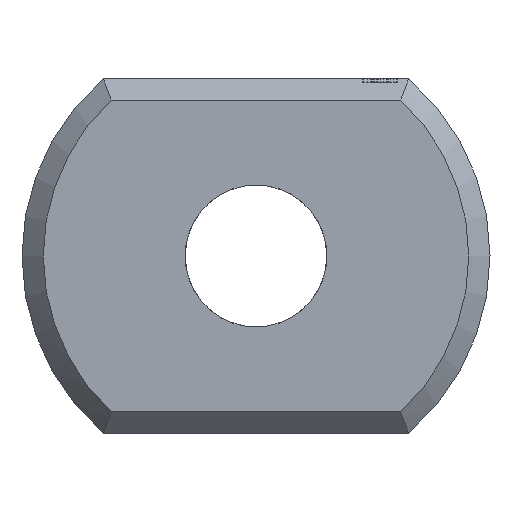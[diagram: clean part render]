
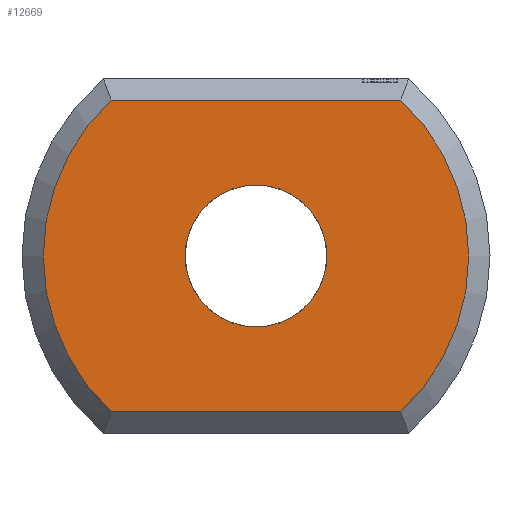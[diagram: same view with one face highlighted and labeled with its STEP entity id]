
A CAD part, left-side view. The second image highlights one B-rep face of the part: STEP entity #12669.
In plain terms, the highlighted planar face has unit normal (-1, 0, 0).
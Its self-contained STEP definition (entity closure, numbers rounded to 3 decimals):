
#298 = PLANE('',#299);
#299 = AXIS2_PLACEMENT_3D('',#300,#301,#302);
#300 = CARTESIAN_POINT('',(0.15,-2.154,-2.35));
#301 = DIRECTION('',(-0.707,0.,-0.707));
#302 = DIRECTION('',(0.,-1.,0.));
#725 = CONICAL_SURFACE('',#726,3.3,0.785);
#726 = AXIS2_PLACEMENT_3D('',#727,#728,#729);
#727 = CARTESIAN_POINT('',(0.3,0.,0.));
#728 = DIRECTION('',(1.,0.,0.));
#729 = DIRECTION('',(0.,0.653,-0.758));
#872 = CONICAL_SURFACE('',#873,3.3,0.785);
#873 = AXIS2_PLACEMENT_3D('',#874,#875,#876);
#874 = CARTESIAN_POINT('',(0.3,0.,0.));
#875 = DIRECTION('',(1.,0.,0.));
#876 = DIRECTION('',(0.,-0.653,0.758));
#909 = VERTEX_POINT('',#910);
#910 = CARTESIAN_POINT('',(0.,-2.04,-2.2));
#937 = VERTEX_POINT('',#938);
#938 = CARTESIAN_POINT('',(0.,2.04,-2.2));
#963 = EDGE_CURVE('',#909,#937,#964,.T.);
#964 = SURFACE_CURVE('',#965,(#969,#976),.PCURVE_S1.);
#965 = LINE('',#966,#967);
#966 = CARTESIAN_POINT('',(0.,-2.154,-2.2));
#967 = VECTOR('',#968,1.);
#968 = DIRECTION('',(0.,1.,0.));
#969 = PCURVE('',#298,#970);
#970 = DEFINITIONAL_REPRESENTATION('',(#971),#975);
#971 = LINE('',#972,#973);
#972 = CARTESIAN_POINT('',(0.,0.212));
#973 = VECTOR('',#974,1.);
#974 = DIRECTION('',(-1.,0.));
#975 = ( GEOMETRIC_REPRESENTATION_CONTEXT(2) 
PARAMETRIC_REPRESENTATION_CONTEXT() REPRESENTATION_CONTEXT('2D SPACE',''
  ) );
#976 = PCURVE('',#977,#982);
#977 = PLANE('',#978);
#978 = AXIS2_PLACEMENT_3D('',#979,#980,#981);
#979 = CARTESIAN_POINT('',(0.,0.,
    0.));
#980 = DIRECTION('',(1.,0.,0.));
#981 = DIRECTION('',(0.,0.,1.));
#982 = DEFINITIONAL_REPRESENTATION('',(#983),#987);
#983 = LINE('',#984,#985);
#984 = CARTESIAN_POINT('',(-2.2,2.154));
#985 = VECTOR('',#986,1.);
#986 = DIRECTION('',(0.,-1.));
#987 = ( GEOMETRIC_REPRESENTATION_CONTEXT(2) 
PARAMETRIC_REPRESENTATION_CONTEXT() REPRESENTATION_CONTEXT('2D SPACE',''
  ) );
#1763 = PLANE('',#1764);
#1764 = AXIS2_PLACEMENT_3D('',#1765,#1766,#1767);
#1765 = CARTESIAN_POINT('',(0.15,-2.154,2.35));
#1766 = DIRECTION('',(0.707,0.,-0.707
    ));
#1767 = DIRECTION('',(0.,-1.,0.));
#12456 = VERTEX_POINT('',#12457);
#12457 = CARTESIAN_POINT('',(0.,2.04,2.2));
#12482 = EDGE_CURVE('',#937,#12456,#12483,.T.);
#12483 = SURFACE_CURVE('',#12484,(#12489,#12496),.PCURVE_S1.);
#12484 = CIRCLE('',#12485,3.);
#12485 = AXIS2_PLACEMENT_3D('',#12486,#12487,#12488);
#12486 = CARTESIAN_POINT('',(0.,0.,
    0.));
#12487 = DIRECTION('',(1.,0.,0.));
#12488 = DIRECTION('',(0.,0.653,-0.758)
  );
#12489 = PCURVE('',#725,#12490);
#12490 = DEFINITIONAL_REPRESENTATION('',(#12491),#12495);
#12491 = LINE('',#12492,#12493);
#12492 = CARTESIAN_POINT('',(0.,-0.3));
#12493 = VECTOR('',#12494,1.);
#12494 = DIRECTION('',(1.,-0.));
#12495 = ( GEOMETRIC_REPRESENTATION_CONTEXT(2) 
PARAMETRIC_REPRESENTATION_CONTEXT() REPRESENTATION_CONTEXT('2D SPACE',''
  ) );
#12496 = PCURVE('',#977,#12497);
#12497 = DEFINITIONAL_REPRESENTATION('',(#12498),#12502);
#12498 = CIRCLE('',#12499,3.);
#12499 = AXIS2_PLACEMENT_2D('',#12500,#12501);
#12500 = CARTESIAN_POINT('',(0.,0.));
#12501 = DIRECTION('',(-0.758,-0.653));
#12502 = ( GEOMETRIC_REPRESENTATION_CONTEXT(2) 
PARAMETRIC_REPRESENTATION_CONTEXT() REPRESENTATION_CONTEXT('2D SPACE',''
  ) );
#12620 = VERTEX_POINT('',#12621);
#12621 = CARTESIAN_POINT('',(0.,-2.04,2.2));
#12648 = EDGE_CURVE('',#12620,#909,#12649,.T.);
#12649 = SURFACE_CURVE('',#12650,(#12655,#12662),.PCURVE_S1.);
#12650 = CIRCLE('',#12651,3.);
#12651 = AXIS2_PLACEMENT_3D('',#12652,#12653,#12654);
#12652 = CARTESIAN_POINT('',(0.,0.,
    0.));
#12653 = DIRECTION('',(1.,0.,0.));
#12654 = DIRECTION('',(0.,-0.653,0.758)
  );
#12655 = PCURVE('',#872,#12656);
#12656 = DEFINITIONAL_REPRESENTATION('',(#12657),#12661);
#12657 = LINE('',#12658,#12659);
#12658 = CARTESIAN_POINT('',(0.,-0.3));
#12659 = VECTOR('',#12660,1.);
#12660 = DIRECTION('',(1.,-0.));
#12661 = ( GEOMETRIC_REPRESENTATION_CONTEXT(2) 
PARAMETRIC_REPRESENTATION_CONTEXT() REPRESENTATION_CONTEXT('2D SPACE',''
  ) );
#12662 = PCURVE('',#977,#12663);
#12663 = DEFINITIONAL_REPRESENTATION('',(#12664),#12668);
#12664 = CIRCLE('',#12665,3.);
#12665 = AXIS2_PLACEMENT_2D('',#12666,#12667);
#12666 = CARTESIAN_POINT('',(0.,0.));
#12667 = DIRECTION('',(0.758,0.653));
#12668 = ( GEOMETRIC_REPRESENTATION_CONTEXT(2) 
PARAMETRIC_REPRESENTATION_CONTEXT() REPRESENTATION_CONTEXT('2D SPACE',''
  ) );
#12669 = ADVANCED_FACE('',(#12670,#12696),#977,.F.);
#12670 = FACE_BOUND('',#12671,.F.);
#12671 = EDGE_LOOP('',(#12672,#12673,#12694,#12695));
#12672 = ORIENTED_EDGE('',*,*,#12482,.T.);
#12673 = ORIENTED_EDGE('',*,*,#12674,.F.);
#12674 = EDGE_CURVE('',#12620,#12456,#12675,.T.);
#12675 = SURFACE_CURVE('',#12676,(#12680,#12687),.PCURVE_S1.);
#12676 = LINE('',#12677,#12678);
#12677 = CARTESIAN_POINT('',(0.,-2.154,2.2));
#12678 = VECTOR('',#12679,1.);
#12679 = DIRECTION('',(0.,1.,0.));
#12680 = PCURVE('',#977,#12681);
#12681 = DEFINITIONAL_REPRESENTATION('',(#12682),#12686);
#12682 = LINE('',#12683,#12684);
#12683 = CARTESIAN_POINT('',(2.2,2.154));
#12684 = VECTOR('',#12685,1.);
#12685 = DIRECTION('',(0.,-1.));
#12686 = ( GEOMETRIC_REPRESENTATION_CONTEXT(2) 
PARAMETRIC_REPRESENTATION_CONTEXT() REPRESENTATION_CONTEXT('2D SPACE',''
  ) );
#12687 = PCURVE('',#1763,#12688);
#12688 = DEFINITIONAL_REPRESENTATION('',(#12689),#12693);
#12689 = LINE('',#12690,#12691);
#12690 = CARTESIAN_POINT('',(0.,0.212));
#12691 = VECTOR('',#12692,1.);
#12692 = DIRECTION('',(-1.,0.));
#12693 = ( GEOMETRIC_REPRESENTATION_CONTEXT(2) 
PARAMETRIC_REPRESENTATION_CONTEXT() REPRESENTATION_CONTEXT('2D SPACE',''
  ) );
#12694 = ORIENTED_EDGE('',*,*,#12648,.T.);
#12695 = ORIENTED_EDGE('',*,*,#963,.T.);
#12696 = FACE_BOUND('',#12697,.T.);
#12697 = EDGE_LOOP('',(#12698));
#12698 = ORIENTED_EDGE('',*,*,#12699,.T.);
#12699 = EDGE_CURVE('',#12700,#12700,#12702,.T.);
#12700 = VERTEX_POINT('',#12701);
#12701 = CARTESIAN_POINT('',(0.,1.,0.));
#12702 = SURFACE_CURVE('',#12703,(#12708,#12715),.PCURVE_S1.);
#12703 = CIRCLE('',#12704,1.);
#12704 = AXIS2_PLACEMENT_3D('',#12705,#12706,#12707);
#12705 = CARTESIAN_POINT('',(0.,0.,0.));
#12706 = DIRECTION('',(1.,0.,0.));
#12707 = DIRECTION('',(0.,1.,0.));
#12708 = PCURVE('',#977,#12709);
#12709 = DEFINITIONAL_REPRESENTATION('',(#12710),#12714);
#12710 = CIRCLE('',#12711,1.);
#12711 = AXIS2_PLACEMENT_2D('',#12712,#12713);
#12712 = CARTESIAN_POINT('',(0.,0.));
#12713 = DIRECTION('',(0.,-1.));
#12714 = ( GEOMETRIC_REPRESENTATION_CONTEXT(2) 
PARAMETRIC_REPRESENTATION_CONTEXT() REPRESENTATION_CONTEXT('2D SPACE',''
  ) );
#12715 = PCURVE('',#12716,#12721);
#12716 = CYLINDRICAL_SURFACE('',#12717,1.);
#12717 = AXIS2_PLACEMENT_3D('',#12718,#12719,#12720);
#12718 = CARTESIAN_POINT('',(0.,0.,0.));
#12719 = DIRECTION('',(-1.,0.,0.));
#12720 = DIRECTION('',(0.,1.,0.));
#12721 = DEFINITIONAL_REPRESENTATION('',(#12722),#12726);
#12722 = LINE('',#12723,#12724);
#12723 = CARTESIAN_POINT('',(-0.,0.));
#12724 = VECTOR('',#12725,1.);
#12725 = DIRECTION('',(-1.,0.));
#12726 = ( GEOMETRIC_REPRESENTATION_CONTEXT(2) 
PARAMETRIC_REPRESENTATION_CONTEXT() REPRESENTATION_CONTEXT('2D SPACE',''
  ) );
